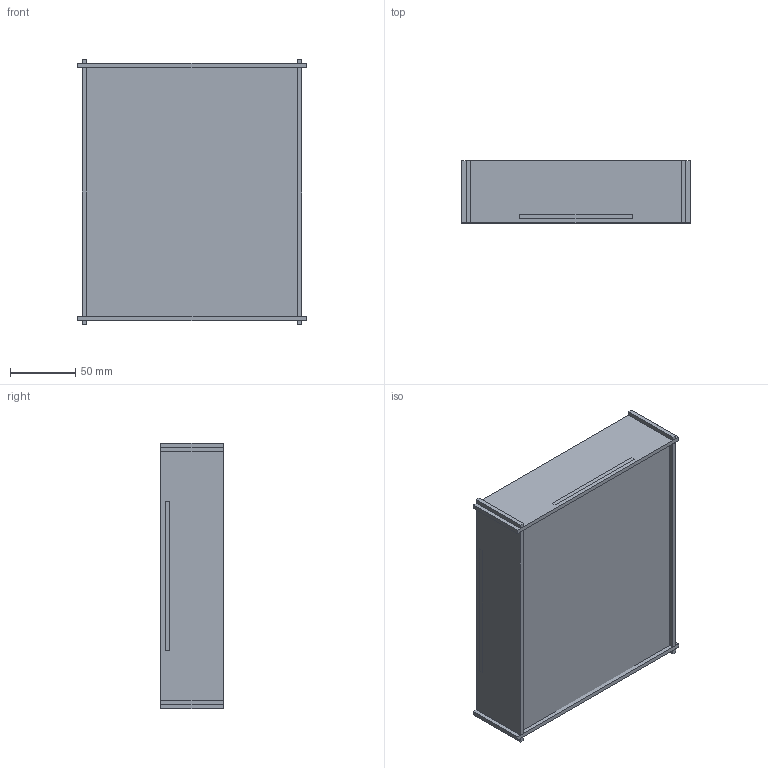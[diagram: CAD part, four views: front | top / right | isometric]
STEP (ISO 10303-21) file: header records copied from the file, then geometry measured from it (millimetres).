
FILE_DESCRIPTION(/* description */ (''),/* implementation_level */ '2;1');
FILE_NAME(/* name */ 'Box2 v2.step',/* time_stamp */ '2023-08-15T15:47:56-07:00',/* author */ (''),/* organization */ (''),/* preprocessor_version */ 'ST-DEVELOPER v19.2',/* originating_system */ 'Autodesk Translation Framework v12.6.0.85',/* authorisation */ '');
FILE_SCHEMA (('AUTOMOTIVE_DESIGN { 1 0 10303 214 3 1 1 }'));
Length unit declared in the file: inch
Products named in the file (7): Box2; bottom; shortside; shortside (1); longside (1); top (1); longside (1) (1)
Assembly tree (6 placements, depth 2):
  Box2
    bottom
    shortside
    shortside (1)
    longside (1)
    top (1)
    longside (1) (1)
Bounding box: 174.62 x 47.62 x 203.2 mm (x, y, z)
Volume: 273753.3 mm3; surface area: 188388.1 mm2
Topology: 6 solids, 6 shells, 105 faces, 279 edges, 186 vertices
Faces by surface type: plane 104, cylinder 1
Full cylindrical faces by diameter (mm): 26.035 x1
Entity records: 3434 total; most frequent: CARTESIAN_POINT 583, ORIENTED_EDGE 558, DIRECTION 517, EDGE_CURVE 279, LINE 277, VECTOR 277, VERTEX_POINT 186, AXIS2_PLACEMENT_3D 120
